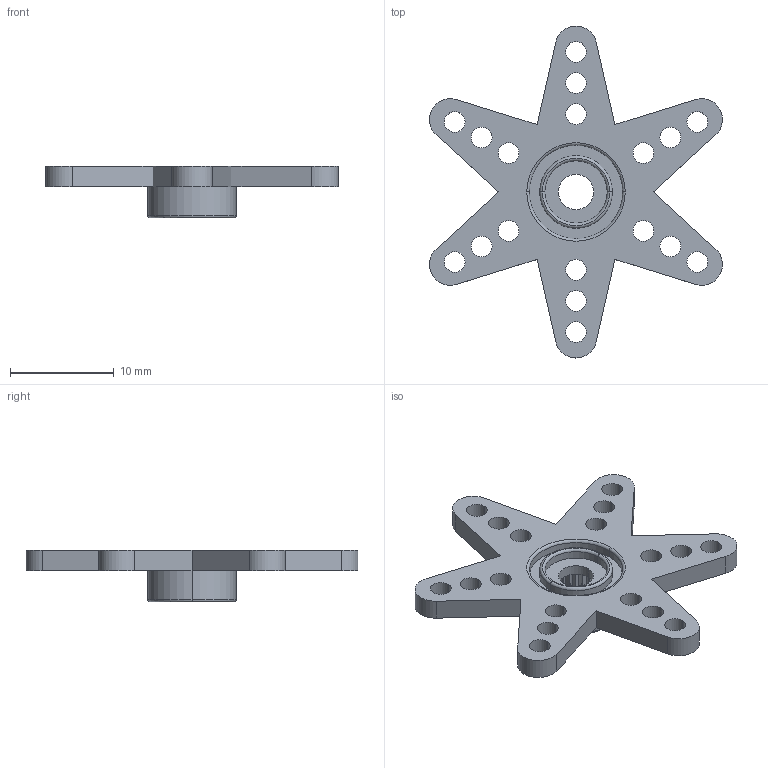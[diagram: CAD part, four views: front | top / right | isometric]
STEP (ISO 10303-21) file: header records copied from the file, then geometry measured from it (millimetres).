
FILE_DESCRIPTION (( 'STEP AP203' ), '1' );
FILE_NAME ('Servo_MG995_Star_horn.STEP', '2022-04-13T14:48:50', ( '' ), ( '' ), 'SwSTEP 2.0', 'SolidWorks 2019', '' );
FILE_SCHEMA (( 'CONFIG_CONTROL_DESIGN' ));
Length unit declared in the file: millimetre
Products named in the file (1): Servo_MG995_Star_horn
Bounding box: 28.25 x 32 x 5 mm (x, y, z)
Volume: 807.4 mm3; surface area: 1479.9 mm2
Topology: 1 solids, 1 shells, 152 faces, 428 edges, 282 vertices
Faces by surface type: cylinder 78, plane 66, torus 8
Entity records: 5115 total; most frequent: DIRECTION 904, CARTESIAN_POINT 863, ORIENTED_EDGE 856, EDGE_CURVE 428, AXIS2_PLACEMENT_3D 323, VERTEX_POINT 282, LINE 258, VECTOR 258
